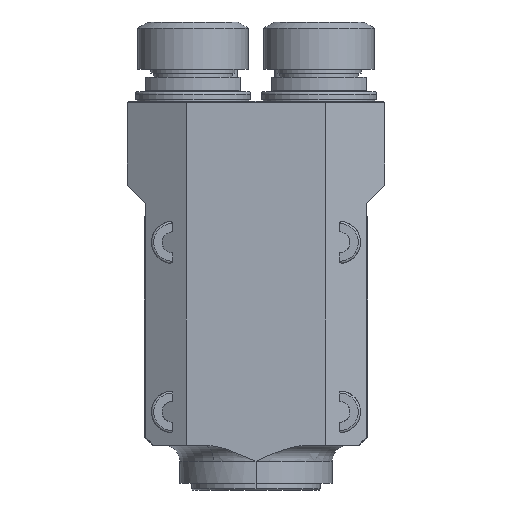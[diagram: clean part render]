
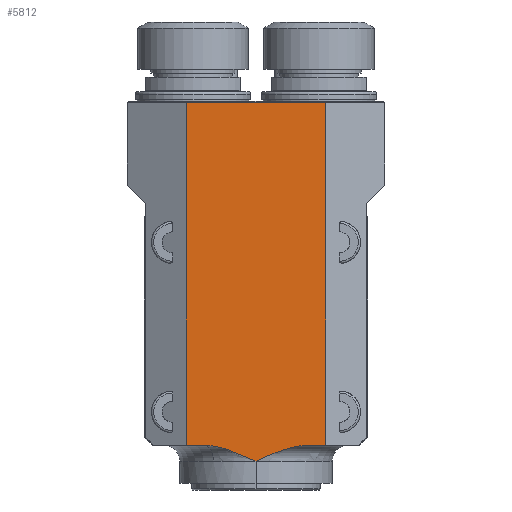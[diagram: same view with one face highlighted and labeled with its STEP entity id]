
A CAD part, left-side view. The second image highlights one B-rep face of the part: STEP entity #5812.
In plain terms, the highlighted planar face has unit normal (-1, 0, 0).
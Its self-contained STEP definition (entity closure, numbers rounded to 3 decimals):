
#1162=DIRECTION('',(0.,1.,0.));
#1163=VECTOR('',#1162,6.888);
#1164=CARTESIAN_POINT('',(-114.,-26.483,-45.));
#1165=LINE('',#1164,#1163);
#1166=DIRECTION('',(0.,1.,0.));
#1167=VECTOR('',#1166,6.888);
#1168=CARTESIAN_POINT('',(-114.,19.596,-45.));
#1169=LINE('',#1168,#1167);
#1170=DIRECTION('',(0.,0.,1.));
#1171=VECTOR('',#1170,130.5);
#1172=CARTESIAN_POINT('',(-114.,26.483,-45.));
#1173=LINE('',#1172,#1171);
#1174=DIRECTION('',(0.,0.,1.));
#1175=VECTOR('',#1174,130.5);
#1176=CARTESIAN_POINT('',(-114.,-26.483,-45.));
#1177=LINE('',#1176,#1175);
#1193=CARTESIAN_POINT('',(-114.,-19.596,-45.));
#1194=CARTESIAN_POINT('',(-114.,-19.29,-45.));
#1195=CARTESIAN_POINT('',(-114.,-18.658,-45.015));
#1196=CARTESIAN_POINT('',(-114.,-17.647,-45.085));
#1197=CARTESIAN_POINT('',(-114.,-16.559,-45.21));
#1198=CARTESIAN_POINT('',(-114.,-15.377,-45.399));
#1199=CARTESIAN_POINT('',(-114.,-14.09,-45.662));
#1200=CARTESIAN_POINT('',(-114.,-12.684,-46.01));
#1201=CARTESIAN_POINT('',(-114.,-11.12,-46.464));
#1202=CARTESIAN_POINT('',(-114.,-9.368,
-47.047));
#1203=CARTESIAN_POINT('',(-114.,-7.392,
-47.783));
#1204=CARTESIAN_POINT('',(-114.,-5.186,
-48.685));
#1205=CARTESIAN_POINT('',(-114.,-2.727,
-49.76));
#1206=CARTESIAN_POINT('',(-114.,-0.937,
-50.574));
#1207=CARTESIAN_POINT('',(-114.,0.,-51.));
#1214=CARTESIAN_POINT('',(-114.,0.,-51.));
#1215=CARTESIAN_POINT('',(-114.,0.783,
-50.644));
#1216=CARTESIAN_POINT('',(-114.,2.283,
-49.962));
#1217=CARTESIAN_POINT('',(-114.,4.336,
-49.053));
#1218=CARTESIAN_POINT('',(-114.,6.213,
-48.26));
#1219=CARTESIAN_POINT('',(-114.,7.924,
-47.582));
#1220=CARTESIAN_POINT('',(-114.,9.48,-47.012));
#1221=CARTESIAN_POINT('',(-114.,10.889,-46.541));
#1222=CARTESIAN_POINT('',(-114.,12.15,-46.162));
#1223=CARTESIAN_POINT('',(-114.,13.26,-45.865));
#1224=CARTESIAN_POINT('',(-114.,14.244,-45.632));
#1225=CARTESIAN_POINT('',(-114.,15.149,-45.446));
#1226=CARTESIAN_POINT('',(-114.,16.016,-45.294));
#1227=CARTESIAN_POINT('',(-114.,16.898,-45.169));
#1228=CARTESIAN_POINT('',(-114.,17.798,-45.074));
#1229=CARTESIAN_POINT('',(-114.,18.703,-45.014));
#1230=CARTESIAN_POINT('',(-114.,19.299,-45.));
#1231=CARTESIAN_POINT('',(-114.,19.596,-45.));
#1297=DIRECTION('',(0.,-1.,0.));
#1298=VECTOR('',#1297,52.967);
#1299=CARTESIAN_POINT('',(-114.,26.483,85.5));
#1300=LINE('',#1299,#1298);
#3793=CARTESIAN_POINT('',(-114.,-26.483,85.5));
#3794=VERTEX_POINT('',#3793);
#3795=CARTESIAN_POINT('',(-114.,26.483,85.5));
#3796=VERTEX_POINT('',#3795);
#3837=CARTESIAN_POINT('',(-114.,26.483,-45.));
#3838=VERTEX_POINT('',#3837);
#3839=CARTESIAN_POINT('',(-114.,-26.483,-45.));
#3840=VERTEX_POINT('',#3839);
#3845=CARTESIAN_POINT('',(-114.,0.,-51.));
#3846=VERTEX_POINT('',#3845);
#3847=CARTESIAN_POINT('',(-114.,-19.596,-45.));
#3848=VERTEX_POINT('',#3847);
#3849=VERTEX_POINT('',#1231);
#5795=CARTESIAN_POINT('',(-114.,0.,0.));
#5796=DIRECTION('',(1.,0.,0.));
#5797=DIRECTION('',(0.,1.,0.));
#5798=AXIS2_PLACEMENT_3D('',#5795,#5796,#5797);
#5799=PLANE('',#5798);
#5800=ORIENTED_EDGE('',*,*,#5111,.T.);
#5802=ORIENTED_EDGE('',*,*,#5801,.T.);
#5804=ORIENTED_EDGE('',*,*,#5803,.T.);
#5805=ORIENTED_EDGE('',*,*,#5107,.T.);
#5806=ORIENTED_EDGE('',*,*,#5340,.T.);
#5808=ORIENTED_EDGE('',*,*,#5807,.T.);
#5809=ORIENTED_EDGE('',*,*,#5756,.F.);
#5810=EDGE_LOOP('',(#5800,#5802,#5804,#5805,#5806,#5808,#5809));
#5811=FACE_OUTER_BOUND('',#5810,.F.);
#5812=ADVANCED_FACE('',(#5811),#5799,.F.);
#1208=B_SPLINE_CURVE_WITH_KNOTS('',3,(#1193,#1194,#1195,#1196,#1197,#1198,#1199,
#1200,#1201,#1202,#1203,#1204,#1205,#1206,#1207),.UNSPECIFIED.,.F.,.F.,(4,1,1,1,
1,1,1,1,1,1,1,1,4),(0.,0.083,0.167,0.25,
0.333,0.417,0.5,0.583,0.667,
0.75,0.833,0.917,1.),.UNSPECIFIED.);
#1232=B_SPLINE_CURVE_WITH_KNOTS('',3,(#1214,#1215,#1216,#1217,#1218,#1219,#1220,
#1221,#1222,#1223,#1224,#1225,#1226,#1227,#1228,#1229,#1230,#1231),
.UNSPECIFIED.,.F.,.F.,(4,1,1,1,1,1,1,1,1,1,1,1,1,1,1,4),(0.,0.067,
0.133,0.2,0.267,0.333,0.4,
0.467,0.533,0.6,0.667,0.733,
0.8,0.867,0.933,1.),.UNSPECIFIED.);
#5107=EDGE_CURVE('',#3849,#3838,#1169,.T.);
#5111=EDGE_CURVE('',#3840,#3848,#1165,.T.);
#5340=EDGE_CURVE('',#3838,#3796,#1173,.T.);
#5756=EDGE_CURVE('',#3840,#3794,#1177,.T.);
#5801=EDGE_CURVE('',#3848,#3846,#1208,.T.);
#5803=EDGE_CURVE('',#3846,#3849,#1232,.T.);
#5807=EDGE_CURVE('',#3796,#3794,#1300,.T.);
